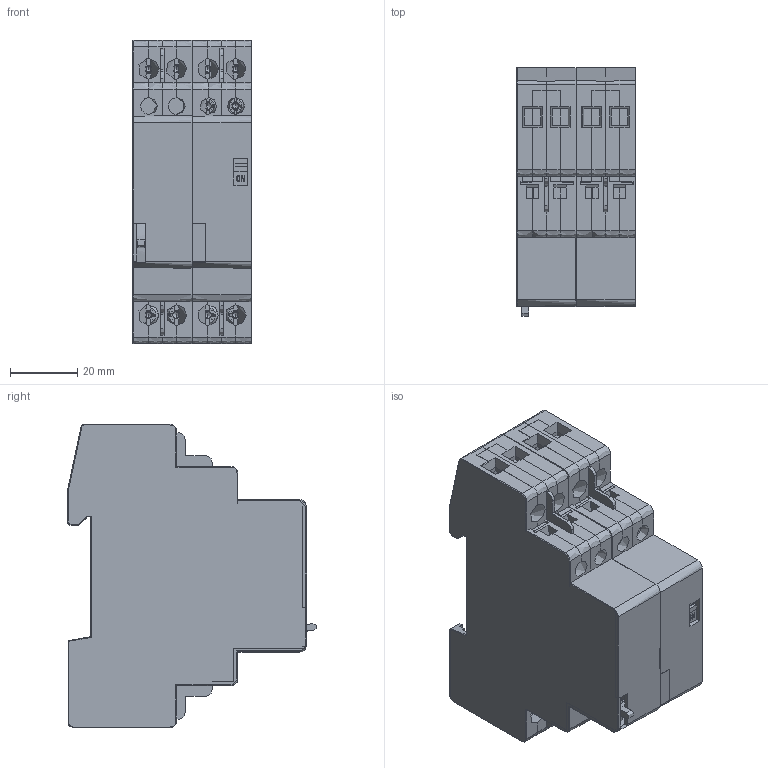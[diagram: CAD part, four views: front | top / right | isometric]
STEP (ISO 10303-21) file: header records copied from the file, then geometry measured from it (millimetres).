
FILE_DESCRIPTION(/* description */ (''),/* implementation_level */ '2;1');
FILE_NAME(/* name */ 'GNB 2M.stp',/* time_stamp */ '2019-09-06T16:25:18+02:00',/* author */ (''),/* organization */ (''),/* preprocessor_version */ 'ST-DEVELOPER v16',/* originating_system */ 'SIEMENS PLM Software NX 10.0',/* authorisation */ '');
FILE_SCHEMA (('AP203_CONFIGURATION_CONTROLLED_3D_DESIGN_OF_MECHANICAL_PARTS_AND_ASSEMBLIES_MIM_LF { 1 0 10303 403 2 1 2}'));
Products named in the file (1): Rugg14BC705Cec3i
Bounding box: 35.2 x 73.71 x 90 mm (x, y, z)
Volume: 79571 mm3; surface area: 52884.7 mm2
Topology: 1 solids, 2 shells, 1673 faces, 4785 edges, 3062 vertices
Faces by surface type: plane 1012, bspline 221, cylinder 173, cone 142, torus 117, sphere 8
Full cylindrical faces by diameter (mm): 5.004 x4, 5.023 x2, 6.19 x2, 6.196 x2, 6.224 x4
Entity records: 68005 total; most frequent: CARTESIAN_POINT 26042, ORIENTED_EDGE 9458, DIRECTION 7737, EDGE_CURVE 4729, LINE 3109, VECTOR 3109, VERTEX_POINT 3042, AXIS2_PLACEMENT_3D 2314
